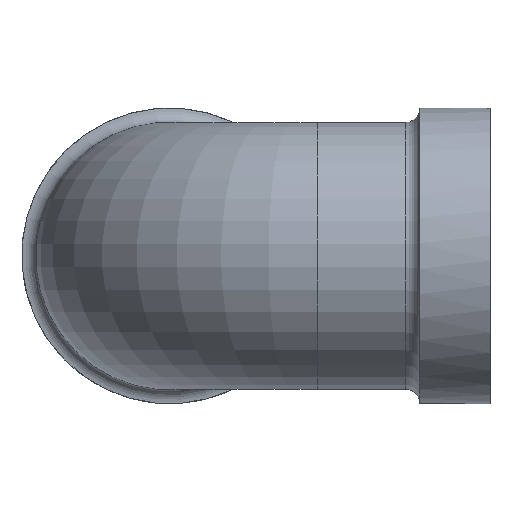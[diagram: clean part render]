
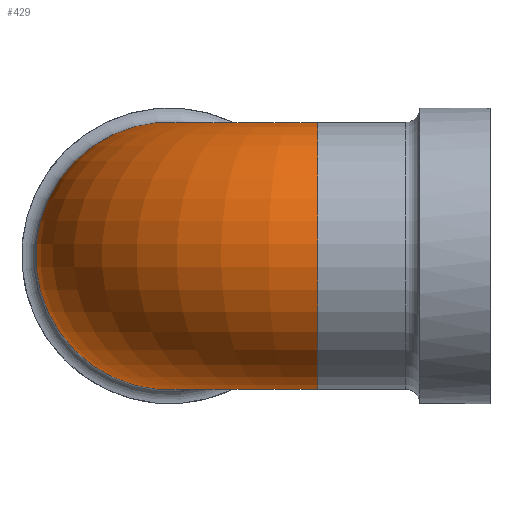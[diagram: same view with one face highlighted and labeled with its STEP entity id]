
A CAD part, front view. The second image highlights one B-rep face of the part: STEP entity #429.
In plain terms, the highlighted toroidal (fillet/blend) face has major radius 21 mm and minor radius 19 mm.
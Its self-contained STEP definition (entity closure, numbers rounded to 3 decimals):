
#30=TOROIDAL_SURFACE('',#499,21.,19.);
#80=FACE_OUTER_BOUND('',#109,.T.);
#109=EDGE_LOOP('',(#364,#365,#366,#367));
#164=CIRCLE('',#489,2.663);
#169=CIRCLE('',#495,2.663);
#170=CIRCLE('',#498,19.);
#171=CIRCLE('',#500,19.);
#191=VERTEX_POINT('',#743);
#205=VERTEX_POINT('',#860);
#208=VERTEX_POINT('',#874);
#211=VERTEX_POINT('',#918);
#262=EDGE_CURVE('',#205,#208,#164,.T.);
#268=EDGE_CURVE('',#211,#191,#169,.T.);
#270=EDGE_CURVE('',#208,#211,#170,.T.);
#271=EDGE_CURVE('',#205,#191,#171,.T.);
#364=ORIENTED_EDGE('',*,*,#268,.F.);
#365=ORIENTED_EDGE('',*,*,#270,.F.);
#366=ORIENTED_EDGE('',*,*,#262,.F.);
#367=ORIENTED_EDGE('',*,*,#271,.T.);
#429=ADVANCED_FACE('',(#80),#30,.T.);
#489=AXIS2_PLACEMENT_3D('',#895,#589,#590);
#495=AXIS2_PLACEMENT_3D('',#920,#601,#602);
#498=AXIS2_PLACEMENT_3D('',#924,#608,#609);
#499=AXIS2_PLACEMENT_3D('',#925,#610,#611);
#500=AXIS2_PLACEMENT_3D('',#926,#612,#613);
#589=DIRECTION('center_axis',(0.,0.,1.));
#590=DIRECTION('ref_axis',(-0.707,-0.707,0.));
#601=DIRECTION('center_axis',(0.,0.,-1.));
#602=DIRECTION('ref_axis',(-0.707,-0.707,0.));
#608=DIRECTION('center_axis',(1.,0.,0.));
#609=DIRECTION('ref_axis',(0.,-1.,0.));
#610=DIRECTION('center_axis',(0.,0.,-1.));
#611=DIRECTION('ref_axis',(-1.,0.,0.));
#612=DIRECTION('center_axis',(0.,-1.,0.));
#613=DIRECTION('ref_axis',(-1.,0.,0.));
#743=CARTESIAN_POINT('',(-27.163,21.,-4.976));
#860=CARTESIAN_POINT('',(-27.163,21.,4.976));
#874=CARTESIAN_POINT('',(-24.5,18.337,4.976));
#895=CARTESIAN_POINT('Origin',(-24.5,21.,4.976));
#918=CARTESIAN_POINT('',(-24.5,18.337,-4.976));
#920=CARTESIAN_POINT('Origin',(-24.5,21.,-4.976));
#924=CARTESIAN_POINT('Origin',(-24.5,0.,0.));
#925=CARTESIAN_POINT('Origin',(-24.5,21.,0.));
#926=CARTESIAN_POINT('Origin',(-45.5,21.,0.));
